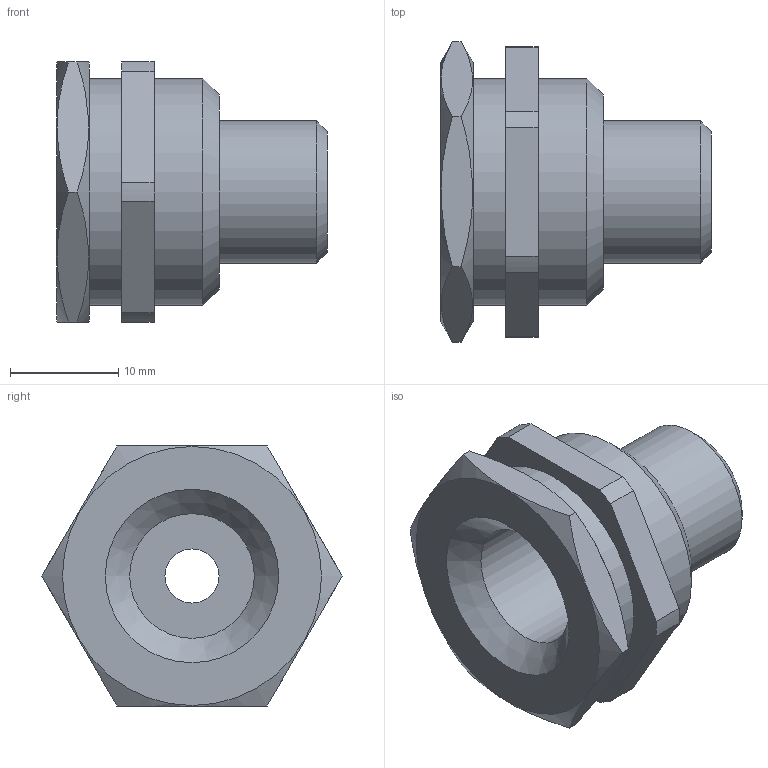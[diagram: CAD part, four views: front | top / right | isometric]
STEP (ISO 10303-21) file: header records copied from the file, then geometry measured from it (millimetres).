
FILE_DESCRIPTION((''),'2;1');
FILE_NAME('1015_Befestigungsnippel_R1_4_x1_8.stp','2014-08-19T07:56:55',('mm'),(''),'Autodesk Inventor 2012','Autodesk Inventor 2012','');
FILE_SCHEMA(('AUTOMOTIVE_DESIGN { 1 0 10303 214 1 1 1 1 }'));
Length unit declared in the file: millimetre
Products named in the file (1): 1015_Befestigungsnippel_R1_4_x1_8
Bounding box: 25 x 27.71 x 24 mm (x, y, z)
Volume: 5713.5 mm3; surface area: 3241.7 mm2
Topology: 1 solids, 1 shells, 37 faces, 83 edges, 54 vertices
Faces by surface type: plane 20, cylinder 12, cone 5
Full cylindrical faces by diameter (mm): 5 x1, 6.647 x1, 11.5 x1, 13.15 x1, 20.95 x2
Entity records: 988 total; most frequent: CARTESIAN_POINT 186, DIRECTION 164, ORIENTED_EDGE 142, EDGE_CURVE 71, AXIS2_PLACEMENT_3D 67, EDGE_LOOP 56, VERTEX_POINT 53, FACE_OUTER_BOUND 37
